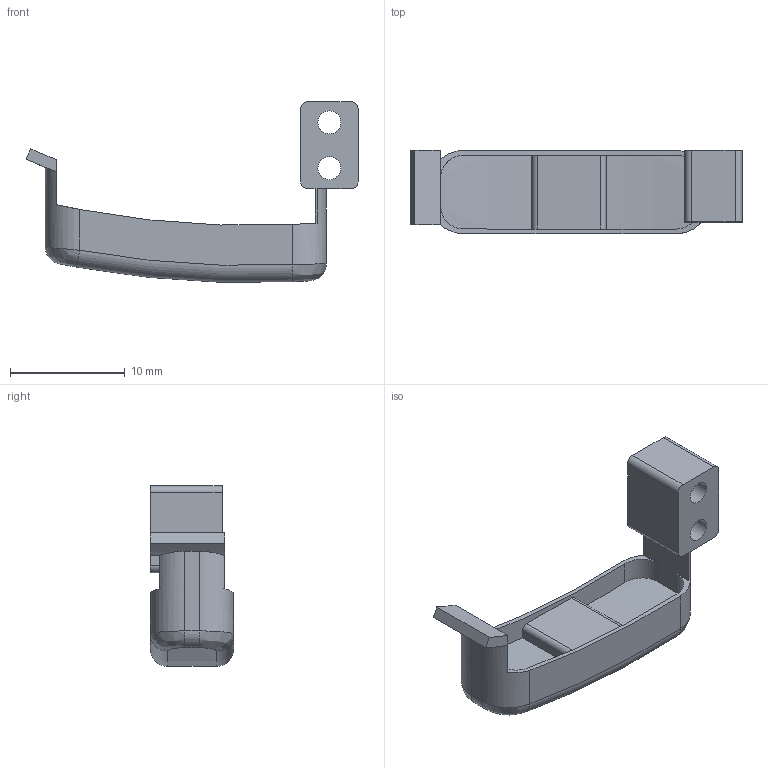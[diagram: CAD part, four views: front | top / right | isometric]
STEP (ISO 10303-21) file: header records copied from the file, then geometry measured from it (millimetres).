
FILE_DESCRIPTION(/* description */ (''),/* implementation_level */ '2;1');
FILE_NAME(/* name */ 'trigger_tall.step',/* time_stamp */ '2023-10-05T09:38:17-04:00',/* author */ (''),/* organization */ (''),/* preprocessor_version */ 'ST-DEVELOPER v20',/* originating_system */ 'Autodesk Translation Framework v12.14.0.127',/* authorisation */ '');
FILE_SCHEMA (('AUTOMOTIVE_DESIGN { 1 0 10303 214 3 1 1 }'));
Length unit declared in the file: millimetre
Products named in the file (3): Tadpole Case Small Buttons; Case; Trigger
Assembly tree (2 placements, depth 2):
  Tadpole Case Small Buttons
    Case
    Trigger
Bounding box: 28.98 x 7.25 x 15.76 mm (x, y, z)
Volume: 847.6 mm3; surface area: 1105 mm2
Topology: 1 solids, 1 shells, 53 faces, 143 edges, 92 vertices
Faces by surface type: cylinder 25, plane 22, bspline 4, torus 2
Full cylindrical faces by diameter (mm): 2 x2
Entity records: 1937 total; most frequent: CARTESIAN_POINT 527, ORIENTED_EDGE 286, DIRECTION 272, EDGE_CURVE 143, AXIS2_PLACEMENT_3D 97, VERTEX_POINT 92, LINE 78, VECTOR 78
